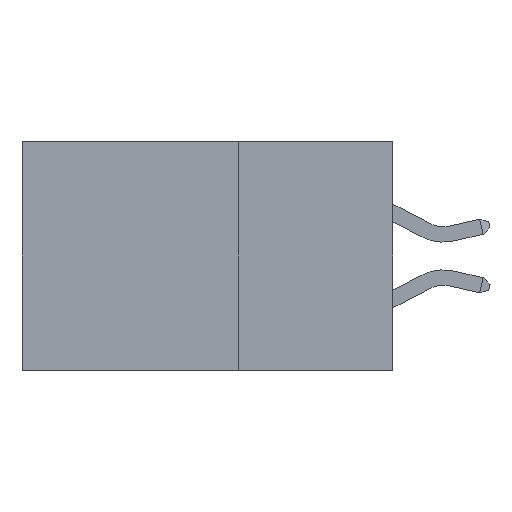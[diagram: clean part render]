
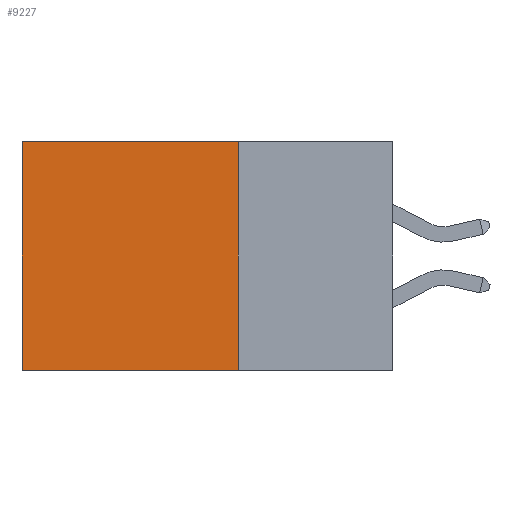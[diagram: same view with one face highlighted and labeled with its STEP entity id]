
A CAD part, left-side view. The second image highlights one B-rep face of the part: STEP entity #9227.
In plain terms, the highlighted planar face has unit normal (-1, 0, 0).
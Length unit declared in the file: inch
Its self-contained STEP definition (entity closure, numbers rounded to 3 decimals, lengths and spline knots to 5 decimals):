
#435 = VERTEX_POINT ( 'NONE', #3809 ) ;
#1293 = DIRECTION ( 'NONE',  ( 0., 0., -1. ) ) ;
#2820 = ORIENTED_EDGE ( 'NONE', *, *, #39233, .T. ) ;
#3487 = PLANE ( 'NONE',  #15260 ) ;
#3780 = EDGE_CURVE ( 'NONE', #435, #7941, #23035, .T. ) ;
#3809 = CARTESIAN_POINT ( 'NONE',  ( 0.2875, 0.25, 0. ) ) ;
#4345 = VERTEX_POINT ( 'NONE', #14661 ) ;
#4772 = ORIENTED_EDGE ( 'NONE', *, *, #20127, .F. ) ;
#7411 = FACE_OUTER_BOUND ( 'NONE', #22159, .T. ) ;
#7804 = LINE ( 'NONE', #34415, #29192 ) ;
#7941 = VERTEX_POINT ( 'NONE', #9601 ) ;
#9227 = ADVANCED_FACE ( 'NONE', ( #7411 ), #3487, .F. ) ;
#9372 = DIRECTION ( 'NONE',  ( 0., 0., -1. ) ) ;
#9601 = CARTESIAN_POINT ( 'NONE',  ( 0.2875, 0.25, -0.37 ) ) ;
#9980 = VECTOR ( 'NONE', #34470, 39.37008 ) ;
#11905 = VERTEX_POINT ( 'NONE', #20993 ) ;
#13002 = ORIENTED_EDGE ( 'NONE', *, *, #3780, .F. ) ;
#14661 = CARTESIAN_POINT ( 'NONE',  ( 0.2875, 0.6, -0.37 ) ) ;
#15260 = AXIS2_PLACEMENT_3D ( 'NONE', #25480, #19338, #16286 ) ;
#16286 = DIRECTION ( 'NONE',  ( 0., 0., -1. ) ) ;
#19338 = DIRECTION ( 'NONE',  ( 1., 0., 0. ) ) ;
#19395 = CARTESIAN_POINT ( 'NONE',  ( 0.2875, 0.25, 0. ) ) ;
#19964 = LINE ( 'NONE', #22034, #9980 ) ;
#20127 = EDGE_CURVE ( 'NONE', #7941, #4345, #7804, .T. ) ;
#20993 = CARTESIAN_POINT ( 'NONE',  ( 0.2875, 0.6, 0. ) ) ;
#22034 = CARTESIAN_POINT ( 'NONE',  ( 0.2875, 0.25, 0. ) ) ;
#22159 = EDGE_LOOP ( 'NONE', ( #2820, #4772, #13002, #27485 ) ) ;
#23035 = LINE ( 'NONE', #19395, #31885 ) ;
#25480 = CARTESIAN_POINT ( 'NONE',  ( 0.2875, 0.25, 0. ) ) ;
#26000 = VECTOR ( 'NONE', #1293, 39.37008 ) ;
#26036 = EDGE_CURVE ( 'NONE', #435, #11905, #19964, .T. ) ;
#27485 = ORIENTED_EDGE ( 'NONE', *, *, #26036, .T. ) ;
#28498 = DIRECTION ( 'NONE',  ( 0., 1., 0. ) ) ;
#29192 = VECTOR ( 'NONE', #28498, 39.37008 ) ;
#29856 = CARTESIAN_POINT ( 'NONE',  ( 0.2875, 0.6, 0. ) ) ;
#31885 = VECTOR ( 'NONE', #9372, 39.37008 ) ;
#34352 = LINE ( 'NONE', #29856, #26000 ) ;
#34415 = CARTESIAN_POINT ( 'NONE',  ( 0.2875, 0.25, -0.37 ) ) ;
#34470 = DIRECTION ( 'NONE',  ( 0., 1., 0. ) ) ;
#39233 = EDGE_CURVE ( 'NONE', #11905, #4345, #34352, .T. ) ;
